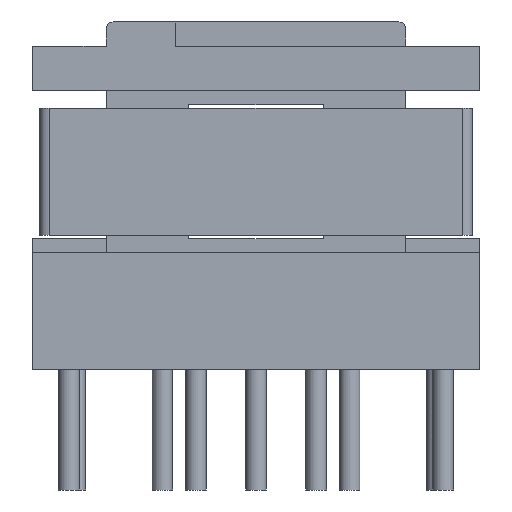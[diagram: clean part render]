
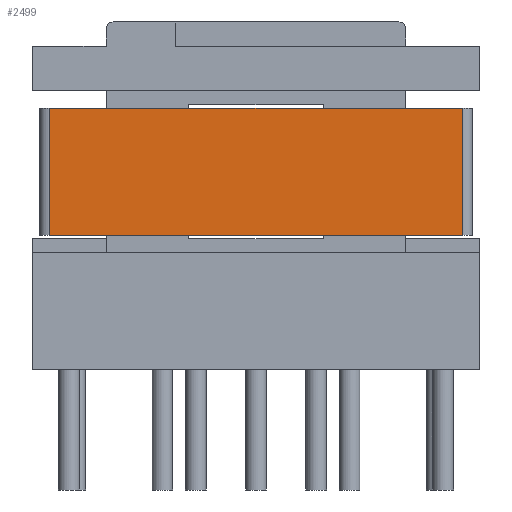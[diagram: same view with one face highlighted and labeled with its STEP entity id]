
A CAD part, left-side view. The second image highlights one B-rep face of the part: STEP entity #2499.
In plain terms, the highlighted face is planar.
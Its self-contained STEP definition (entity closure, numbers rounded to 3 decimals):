
#791=ORIENTED_EDGE('',*,*,#1124,.F.);
#792=ORIENTED_EDGE('',*,*,#1143,.F.);
#793=ORIENTED_EDGE('',*,*,#1134,.T.);
#794=ORIENTED_EDGE('',*,*,#1142,.T.);
#1124=EDGE_CURVE('',#1368,#1369,#1649,.T.);
#1134=EDGE_CURVE('',#1377,#1376,#1656,.T.);
#1142=EDGE_CURVE('',#1376,#1369,#1663,.T.);
#1143=EDGE_CURVE('',#1377,#1368,#1664,.T.);
#1368=VERTEX_POINT('',#4063);
#1369=VERTEX_POINT('',#4065);
#1376=VERTEX_POINT('',#4082);
#1377=VERTEX_POINT('',#4084);
#1649=LINE('',#4064,#1936);
#1656=LINE('',#4083,#1943);
#1663=LINE('',#4100,#1950);
#1664=LINE('',#4102,#1951);
#1936=VECTOR('',#3343,1000.);
#1943=VECTOR('',#3358,1000.);
#1950=VECTOR('',#3383,1000.);
#1951=VECTOR('',#3386,1000.);
#2105=EDGE_LOOP('',(#791,#792,#793,#794));
#2260=FACE_BOUND('',#2105,.T.);
#2367=PLANE('',#2715);
#2499=ADVANCED_FACE('',(#2260),#2367,.T.);
#2715=AXIS2_PLACEMENT_3D('',#4101,#3384,#3385);
#3343=DIRECTION('',(-1.,0.,0.));
#3358=DIRECTION('',(-1.,0.,0.));
#3383=DIRECTION('',(0.,0.,-1.));
#3384=DIRECTION('',(0.,-1.,0.));
#3385=DIRECTION('',(0.,0.,1.));
#3386=DIRECTION('',(0.,0.,-1.));
#4063=CARTESIAN_POINT('',(6.,-6.5,-1.85));
#4064=CARTESIAN_POINT('',(6.3,-6.5,-1.85));
#4065=CARTESIAN_POINT('',(-6.,-6.5,-1.85));
#4082=CARTESIAN_POINT('',(-6.,-6.5,1.85));
#4083=CARTESIAN_POINT('',(6.3,-6.5,1.85));
#4084=CARTESIAN_POINT('',(6.,-6.5,1.85));
#4100=CARTESIAN_POINT('',(-6.,-6.5,1.85));
#4101=CARTESIAN_POINT('',(6.3,-6.5,1.85));
#4102=CARTESIAN_POINT('',(6.,-6.5,1.85));
